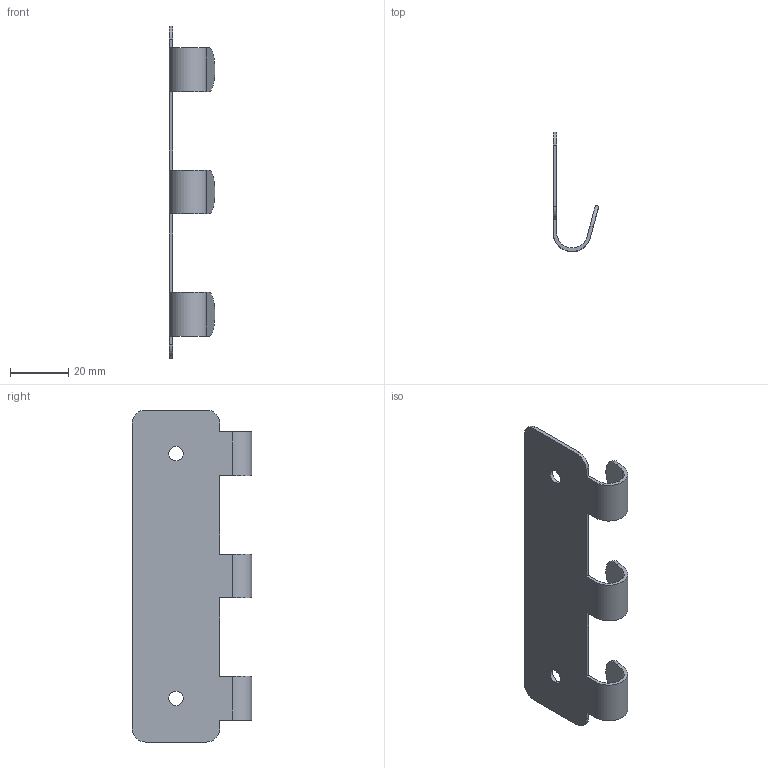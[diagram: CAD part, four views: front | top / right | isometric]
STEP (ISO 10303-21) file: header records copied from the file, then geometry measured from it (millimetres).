
FILE_DESCRIPTION(('Creo Elements/Direct Modeling STEP Export'),'2;1');
FILE_NAME('1603-114.stp','2022-05-31T11:46:17',(''),(''),'Creo Elements/Direct Modeling STEP processor for AP214 (Solid Model)','Creo Elements/Direct Modeling 20.0 12-Nov-2016 (C) Parametric Technology GmbH','');
FILE_SCHEMA(('AUTOMOTIVE_DESIGN { 1 0 10303 214 1 1 1 1 }'));
Length unit declared in the file: millimetre
Products named in the file (2): Haken.1
Assembly tree (1 placements, depth 2):
  Haken.1
    Haken.1
Bounding box: 15.67 x 40.99 x 114 mm (x, y, z)
Volume: 5713 mm3; surface area: 10107.8 mm2
Topology: 1 solids, 1 shells, 41 faces, 117 edges, 78 vertices
Faces by surface type: plane 21, cylinder 20
Entity records: 1384 total; most frequent: DIRECTION 235, CARTESIAN_POINT 234, ORIENTED_EDGE 234, EDGE_CURVE 117, AXIS2_PLACEMENT_3D 79, VERTEX_POINT 78, VECTOR 77, LINE 77
